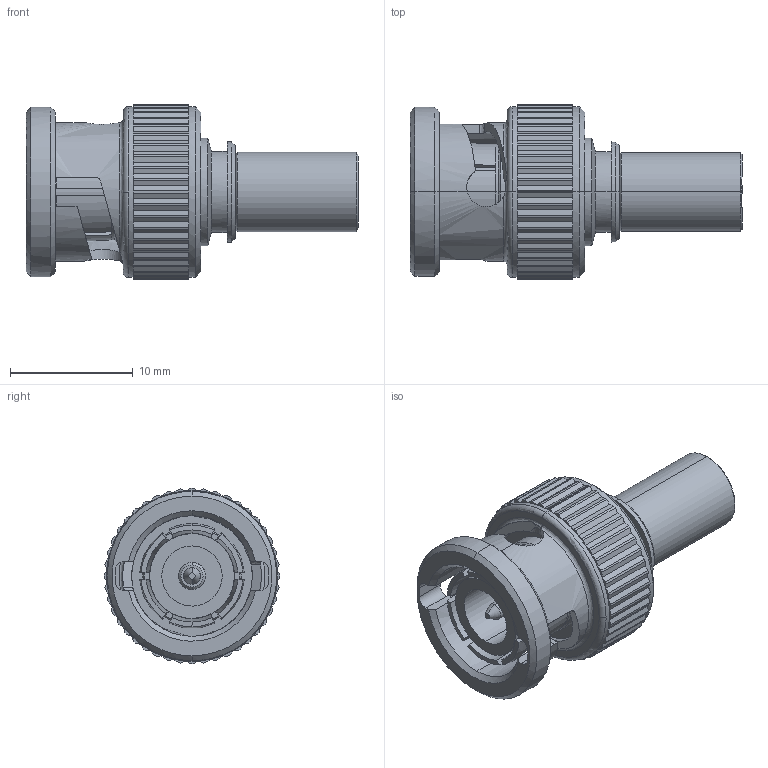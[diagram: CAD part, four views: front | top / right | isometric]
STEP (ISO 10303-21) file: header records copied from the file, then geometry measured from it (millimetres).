
FILE_DESCRIPTION (( 'STEP AP214' ), '1' );
FILE_NAME ('FMCN45879_3D.step', '2023-05-05T20:35:03', ( '' ), ( '' ), 'SwSTEP 2.0', 'SolidWorks 2022', '' );
FILE_SCHEMA (( 'AUTOMOTIVE_DESIGN' ));
Length unit declared in the file: millimetre
Products named in the file (1): FMCN45879_3D
Bounding box: 27.05 x 14.3 x 14.3 mm (x, y, z)
Volume: 1625.2 mm3; surface area: 2434.4 mm2
Topology: 2 solids, 2 shells, 414 faces, 940 edges, 544 vertices
Faces by surface type: plane 232, bspline 179, torus 3
Entity records: 14713 total; most frequent: CARTESIAN_POINT 8004, ORIENTED_EDGE 1880, EDGE_CURVE 940, B_SPLINE_CURVE_WITH_KNOTS 717, DIRECTION 622, VERTEX_POINT 544, EDGE_LOOP 434, FACE_OUTER_BOUND 414
